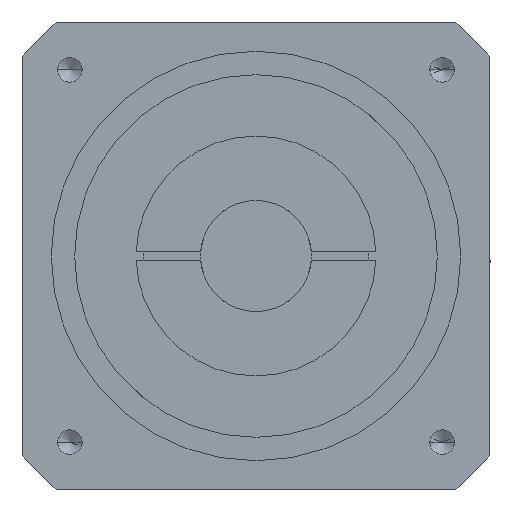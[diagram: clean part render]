
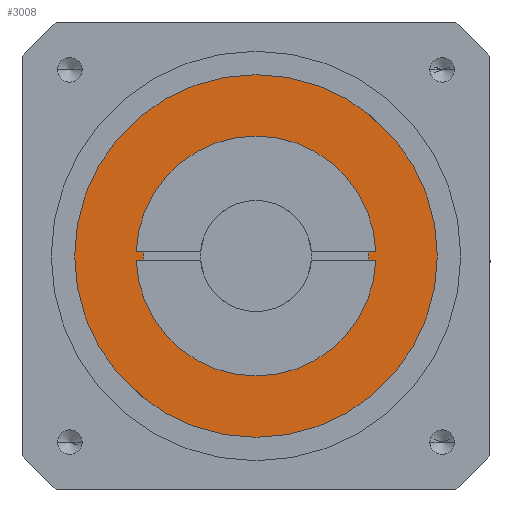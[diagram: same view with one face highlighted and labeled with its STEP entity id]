
A CAD part, left-side view. The second image highlights one B-rep face of the part: STEP entity #3008.
In plain terms, the highlighted planar face has unit normal (-1, 0, 0).
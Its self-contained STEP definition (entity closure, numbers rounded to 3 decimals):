
#38 = CARTESIAN_POINT ( 'NONE',  ( 31.601, 0., 0. ) ) ;
#43 = DIRECTION ( 'NONE',  ( 1., 0., 0. ) ) ;
#358 = VERTEX_POINT ( 'NONE', #7453 ) ;
#409 = DIRECTION ( 'NONE',  ( 0., 0., 1. ) ) ;
#425 = ORIENTED_EDGE ( 'NONE', *, *, #1825, .F. ) ;
#775 = DIRECTION ( 'NONE',  ( 0., 0., 1. ) ) ;
#904 = EDGE_LOOP ( 'NONE', ( #3903, #425 ) ) ;
#938 = CARTESIAN_POINT ( 'NONE',  ( 31.601, 0., 0. ) ) ;
#1675 = DIRECTION ( 'NONE',  ( 0., 0., 1. ) ) ;
#1722 = EDGE_LOOP ( 'NONE', ( #6773, #6739 ) ) ;
#1825 = EDGE_CURVE ( 'NONE', #4149, #4145, #2568, .T. ) ;
#1929 = CIRCLE ( 'NONE', #6375, 31. ) ;
#2474 = AXIS2_PLACEMENT_3D ( 'NONE', #38, #5153, #775 ) ;
#2480 = DIRECTION ( 'NONE',  ( 0., 0., 1. ) ) ;
#2568 = CIRCLE ( 'NONE', #6875, 19.25 ) ;
#2656 = CARTESIAN_POINT ( 'NONE',  ( 31.601, 0., -19.25 ) ) ;
#2667 = AXIS2_PLACEMENT_3D ( 'NONE', #938, #6039, #1675 ) ;
#2947 = VERTEX_POINT ( 'NONE', #4352 ) ;
#3008 = ADVANCED_FACE ( 'NONE', ( #4561, #6267 ), #4407, .F. ) ;
#3903 = ORIENTED_EDGE ( 'NONE', *, *, #7334, .F. ) ;
#4091 = EDGE_CURVE ( 'NONE', #358, #2947, #1929, .T. ) ;
#4145 = VERTEX_POINT ( 'NONE', #7763 ) ;
#4149 = VERTEX_POINT ( 'NONE', #2656 ) ;
#4352 = CARTESIAN_POINT ( 'NONE',  ( 31.601, 0., 31. ) ) ;
#4407 = PLANE ( 'NONE',  #5831 ) ;
#4561 = FACE_OUTER_BOUND ( 'NONE', #1722, .T. ) ;
#4805 = DIRECTION ( 'NONE',  ( -1., 0., 0. ) ) ;
#5153 = DIRECTION ( 'NONE',  ( -1., 0., 0. ) ) ;
#5157 = DIRECTION ( 'NONE',  ( 0., 1., 0. ) ) ;
#5831 = AXIS2_PLACEMENT_3D ( 'NONE', #8067, #43, #5157 ) ;
#6039 = DIRECTION ( 'NONE',  ( -1., 0., 0. ) ) ;
#6141 = CARTESIAN_POINT ( 'NONE',  ( 31.601, 0., 0. ) ) ;
#6267 = FACE_BOUND ( 'NONE', #904, .T. ) ;
#6375 = AXIS2_PLACEMENT_3D ( 'NONE', #9178, #4805, #409 ) ;
#6739 = ORIENTED_EDGE ( 'NONE', *, *, #4091, .T. ) ;
#6762 = EDGE_CURVE ( 'NONE', #2947, #358, #8609, .T. ) ;
#6773 = ORIENTED_EDGE ( 'NONE', *, *, #6762, .T. ) ;
#6875 = AXIS2_PLACEMENT_3D ( 'NONE', #6141, #9069, #2480 ) ;
#7334 = EDGE_CURVE ( 'NONE', #4145, #4149, #8718, .T. ) ;
#7453 = CARTESIAN_POINT ( 'NONE',  ( 31.601, 0., -31. ) ) ;
#7763 = CARTESIAN_POINT ( 'NONE',  ( 31.601, 0., 19.25 ) ) ;
#8067 = CARTESIAN_POINT ( 'NONE',  ( 31.601, 0., -19.25 ) ) ;
#8609 = CIRCLE ( 'NONE', #2667, 31. ) ;
#8718 = CIRCLE ( 'NONE', #2474, 19.25 ) ;
#9069 = DIRECTION ( 'NONE',  ( -1., 0., 0. ) ) ;
#9178 = CARTESIAN_POINT ( 'NONE',  ( 31.601, 0., 0. ) ) ;
